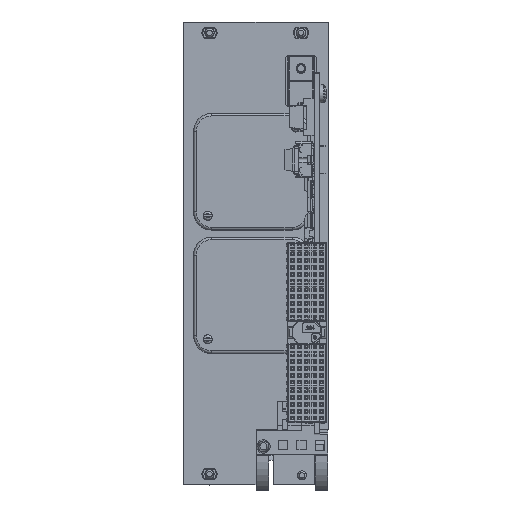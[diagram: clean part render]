
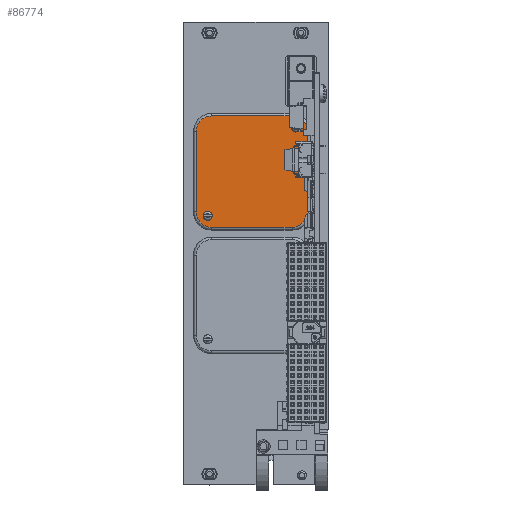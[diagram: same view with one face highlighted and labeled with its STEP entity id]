
A CAD part, top view. The second image highlights one B-rep face of the part: STEP entity #86774.
In plain terms, the highlighted planar face has unit normal (0, 0, 1).
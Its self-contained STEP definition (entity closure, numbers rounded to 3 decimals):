
#17 = EDGE_CURVE ( 'NONE', #65228, #65440, #32278, .T. ) ;
#45 = EDGE_CURVE ( 'NONE', #65172, #65908, #32450, .T. ) ;
#93 = EDGE_CURVE ( 'NONE', #65908, #66199, #32748, .T. ) ;
#578 = EDGE_CURVE ( 'NONE', #65789, #65856, #34301, .T. ) ;
#820 = EDGE_CURVE ( 'NONE', #66199, #65789, #34543, .T. ) ;
#1116 = EDGE_CURVE ( 'NONE', #65440, #65172, #34832, .T. ) ;
#1741 = EDGE_CURVE ( 'NONE', #65856, #65273, #19593, .T. ) ;
#2342 = EDGE_CURVE ( 'NONE', #143975, #143975, #20328, .T. ) ;
#4357 = EDGE_CURVE ( 'NONE', #65273, #65228, #16029, .T. ) ;
#4372 = EDGE_CURVE ( 'NONE', #144059, #144059, #16077, .T. ) ;
#4893 = CARTESIAN_POINT ( 'NONE',  ( -43.949, 16.668, 58.099 ) ) ;
#5848 = CARTESIAN_POINT ( 'NONE',  ( -17.35, 16.668, 58.099 ) ) ;
#5849 = DIRECTION ( 'NONE',  ( 0., 0., 1. ) ) ;
#5851 = DIRECTION ( 'NONE',  ( 1., 0., 0. ) ) ;
#5953 = CARTESIAN_POINT ( 'NONE',  ( -16.251, 40.067, 58.099 ) ) ;
#5955 = DIRECTION ( 'NONE',  ( 0., 0., 1. ) ) ;
#5957 = DIRECTION ( 'NONE',  ( 1., 0., 0. ) ) ;
#16029 = CIRCLE ( 'NONE', #39339, 4.299 ) ;
#16077 = CIRCLE ( 'NONE', #39351, 1.25 ) ;
#18546 = CARTESIAN_POINT ( 'NONE',  ( -17.35, 12.369, 58.099 ) ) ;
#18554 = DIRECTION ( 'NONE',  ( 1., 0., 0. ) ) ;
#19508 = CARTESIAN_POINT ( 'NONE',  ( -40.749, 15.569, 58.099 ) ) ;
#19510 = DIRECTION ( 'NONE',  ( 0., 0., 1. ) ) ;
#19512 = DIRECTION ( 'NONE',  ( 1., 0., 0. ) ) ;
#19593 = LINE ( 'NONE', #18546, #19606 ) ;
#19606 = VECTOR ( 'NONE', #18554, 1000. ) ;
#20328 = CIRCLE ( 'NONE', #39041, 1.25 ) ;
#21631 = CARTESIAN_POINT ( 'NONE',  ( -39.65, 16.668, 58.099 ) ) ;
#21632 = DIRECTION ( 'NONE',  ( 0., 0., 1. ) ) ;
#21634 = DIRECTION ( 'NONE',  ( 1., 0., 0. ) ) ;
#22210 = CARTESIAN_POINT ( 'NONE',  ( -43.949, 38.968, 58.099 ) ) ;
#22278 = DIRECTION ( 'NONE',  ( 0., -1., 0. ) ) ;
#23014 = CARTESIAN_POINT ( 'NONE',  ( -17.35, 38.968, 58.099 ) ) ;
#23017 = DIRECTION ( 'NONE',  ( 0., 0., 1. ) ) ;
#23021 = DIRECTION ( 'NONE',  ( 1., 0., 0. ) ) ;
#25857 = CARTESIAN_POINT ( 'NONE',  ( -13.051, 38.968, 58.099 ) ) ;
#26017 = CARTESIAN_POINT ( 'NONE',  ( -39.65, 38.968, 58.099 ) ) ;
#26051 = CARTESIAN_POINT ( 'NONE',  ( -17.35, 43.267, 58.099 ) ) ;
#26074 = DIRECTION ( 'NONE',  ( 1., 0., 0. ) ) ;
#26112 = DIRECTION ( 'NONE',  ( 0., 0., 1. ) ) ;
#26168 = DIRECTION ( 'NONE',  ( -1., 0., 0. ) ) ;
#26197 = DIRECTION ( 'NONE',  ( 0., 1., 0. ) ) ;
#30788 = FACE_BOUND ( 'NONE', #75284, .T. ) ;
#30790 = FACE_OUTER_BOUND ( 'NONE', #75387, .T. ) ;
#30794 = FACE_BOUND ( 'NONE', #76075, .T. ) ;
#32278 = LINE ( 'NONE', #25857, #32293 ) ;
#32293 = VECTOR ( 'NONE', #26197, 1000. ) ;
#32450 = LINE ( 'NONE', #26051, #32457 ) ;
#32457 = VECTOR ( 'NONE', #26168, 1000. ) ;
#32748 = CIRCLE ( 'NONE', #38816, 4.299 ) ;
#34301 = CIRCLE ( 'NONE', #38887, 4.299 ) ;
#34543 = LINE ( 'NONE', #22210, #34561 ) ;
#34561 = VECTOR ( 'NONE', #22278, 1000. ) ;
#34832 = CIRCLE ( 'NONE', #38927, 4.299 ) ;
#38816 = AXIS2_PLACEMENT_3D ( 'NONE', #26017, #26112, #26074 ) ;
#38887 = AXIS2_PLACEMENT_3D ( 'NONE', #21631, #21632, #21634 ) ;
#38927 = AXIS2_PLACEMENT_3D ( 'NONE', #23014, #23017, #23021 ) ;
#39041 = AXIS2_PLACEMENT_3D ( 'NONE', #19508, #19510, #19512 ) ;
#39339 = AXIS2_PLACEMENT_3D ( 'NONE', #5848, #5849, #5851 ) ;
#39351 = AXIS2_PLACEMENT_3D ( 'NONE', #5953, #5955, #5957 ) ;
#64874 = CARTESIAN_POINT ( 'NONE',  ( -17.35, 43.267, 58.099 ) ) ;
#65172 = VERTEX_POINT ( 'NONE', #64874 ) ;
#65228 = VERTEX_POINT ( 'NONE', #74411 ) ;
#65273 = VERTEX_POINT ( 'NONE', #74826 ) ;
#65440 = VERTEX_POINT ( 'NONE', #141379 ) ;
#65789 = VERTEX_POINT ( 'NONE', #4893 ) ;
#65856 = VERTEX_POINT ( 'NONE', #126824 ) ;
#65908 = VERTEX_POINT ( 'NONE', #127660 ) ;
#66199 = VERTEX_POINT ( 'NONE', #123483 ) ;
#74411 = CARTESIAN_POINT ( 'NONE',  ( -13.051, 16.668, 58.099 ) ) ;
#74826 = CARTESIAN_POINT ( 'NONE',  ( -17.35, 12.369, 58.099 ) ) ;
#75284 = EDGE_LOOP ( 'NONE', ( #88912 ) ) ;
#75387 = EDGE_LOOP ( 'NONE', ( #88921, #88930, #88939, #88949, #88958, #88965, #88974, #88983 ) ) ;
#76075 = EDGE_LOOP ( 'NONE', ( #88992 ) ) ;
#86774 = ADVANCED_FACE ( 'NONE', ( #30788, #30790, #30794 ), #116319, .F. ) ;
#88912 = ORIENTED_EDGE ( 'NONE', *, *, #2342, .F. ) ;
#88921 = ORIENTED_EDGE ( 'NONE', *, *, #45, .T. ) ;
#88930 = ORIENTED_EDGE ( 'NONE', *, *, #93, .T. ) ;
#88939 = ORIENTED_EDGE ( 'NONE', *, *, #820, .T. ) ;
#88949 = ORIENTED_EDGE ( 'NONE', *, *, #578, .T. ) ;
#88958 = ORIENTED_EDGE ( 'NONE', *, *, #1741, .T. ) ;
#88965 = ORIENTED_EDGE ( 'NONE', *, *, #4357, .T. ) ;
#88974 = ORIENTED_EDGE ( 'NONE', *, *, #17, .T. ) ;
#88983 = ORIENTED_EDGE ( 'NONE', *, *, #1116, .T. ) ;
#88992 = ORIENTED_EDGE ( 'NONE', *, *, #4372, .F. ) ;
#98374 = CARTESIAN_POINT ( 'NONE',  ( -39.499, 15.569, 58.099 ) ) ;
#98664 = CARTESIAN_POINT ( 'NONE',  ( -15.001, 40.067, 58.099 ) ) ;
#116319 = PLANE ( 'NONE',  #130391 ) ;
#116326 = CARTESIAN_POINT ( 'NONE',  ( -17.35, 38.968, 58.099 ) ) ;
#116327 = DIRECTION ( 'NONE',  ( 0., 0., -1. ) ) ;
#116328 = DIRECTION ( 'NONE',  ( 1., 0., 0. ) ) ;
#123483 = CARTESIAN_POINT ( 'NONE',  ( -43.949, 38.968, 58.099 ) ) ;
#126824 = CARTESIAN_POINT ( 'NONE',  ( -39.65, 12.369, 58.099 ) ) ;
#127660 = CARTESIAN_POINT ( 'NONE',  ( -39.65, 43.267, 58.099 ) ) ;
#130391 = AXIS2_PLACEMENT_3D ( 'NONE', #116326, #116327, #116328 ) ;
#141379 = CARTESIAN_POINT ( 'NONE',  ( -13.051, 38.968, 58.099 ) ) ;
#143975 = VERTEX_POINT ( 'NONE', #98374 ) ;
#144059 = VERTEX_POINT ( 'NONE', #98664 ) ;
